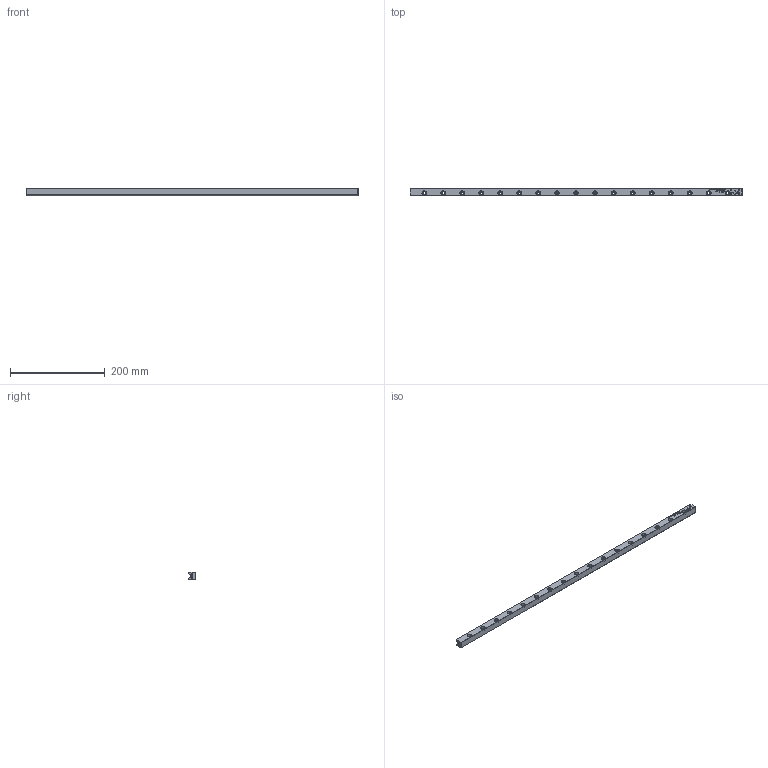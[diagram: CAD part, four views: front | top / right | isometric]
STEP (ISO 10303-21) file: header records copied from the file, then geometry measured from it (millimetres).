
FILE_DESCRIPTION(/* description */ (''),/* implementation_level */ '2;1');
FILE_NAME(/* name */ 'Rail M-3015x700.stp',/* time_stamp */ '2025-01-24T14:28:08+01:00',/* author */ (''),/* organization */ (''),/* preprocessor_version */ 'ST-DEVELOPER v16.7',/* originating_system */ 'SIEMENS PLM Software NX 12.0',/* authorisation */ '');
FILE_SCHEMA (('AUTOMOTIVE_DESIGN { 1 0 10303 214 3 1 1 1 }'));
Length unit declared in the file: millimetre
Products named in the file (1): Rail M-3015x700_step_stp
Bounding box: 700 x 15.5 x 15 mm (x, y, z)
Volume: 124008.1 mm3; surface area: 50899.6 mm2
Topology: 1 solids, 1 shells, 414 faces, 1061 edges, 699 vertices
Faces by surface type: plane 242, bspline 90, cone 42, cylinder 40
Full cylindrical faces by diameter (mm): 2.5 x4, 5.25 x17, 8.5 x17
Entity records: 14470 total; most frequent: CARTESIAN_POINT 3299, ORIENTED_EDGE 1920, DIRECTION 1548, EDGE_CURVE 960, VERTEX_POINT 682, LINE 662, VECTOR 662, EDGE_LOOP 578
